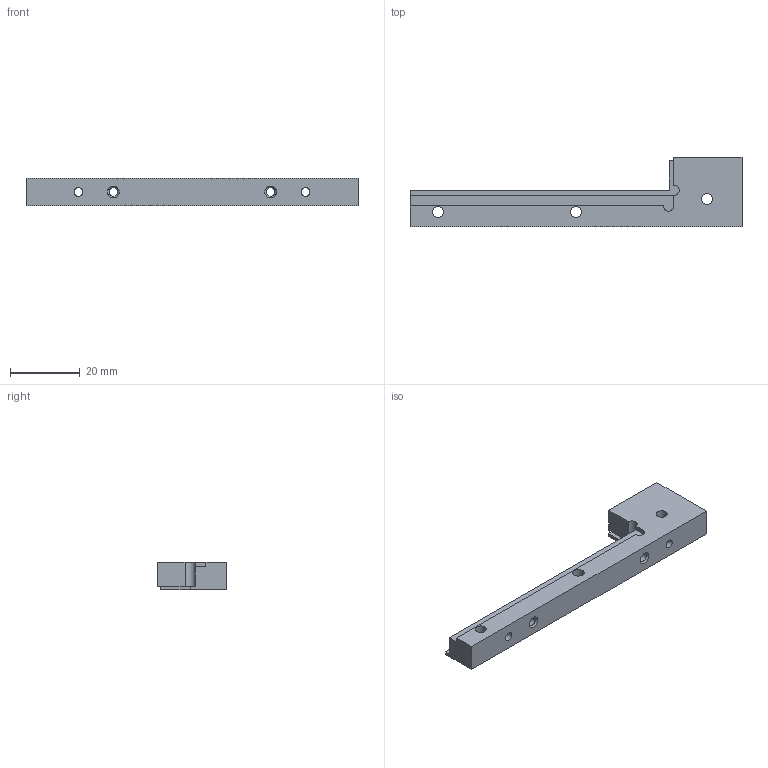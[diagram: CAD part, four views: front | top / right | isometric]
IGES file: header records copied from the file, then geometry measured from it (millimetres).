
Start section:  PTC IGES file: pp1_lamination_cavity_bottom_1.igs
Global section: file name: pp1_lamination_cavity_bottom_1.igs; native system: Pro/ENGINEER by Parametric Technology Corporation; preprocessor: 2004280; author: ericcan; organization: Unknown; date: 051209.153758; units: millimetre
Bounding box: 95 x 20 x 8 mm (x, y, z)
Surface area: 4861.9 mm2 (no closed solid volume)
Topology: 0 solids, 0 shells, 55 faces, 268 edges, 268 vertices
Faces by surface type: revolution 36, bspline 19
